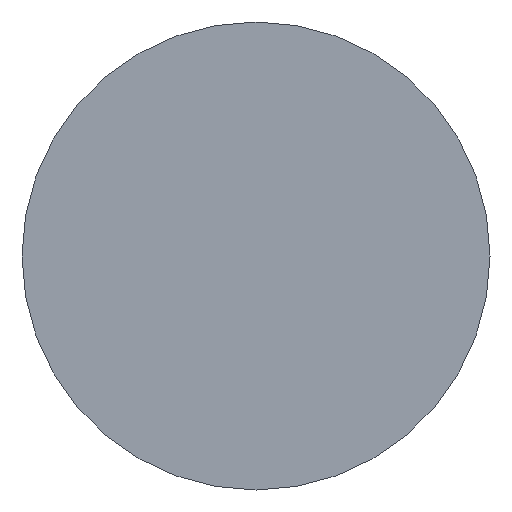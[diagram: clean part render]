
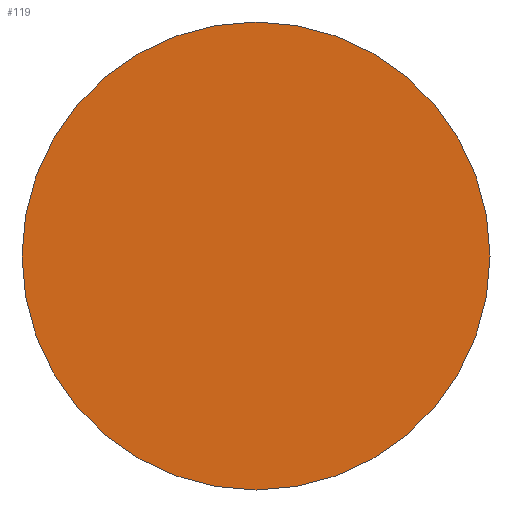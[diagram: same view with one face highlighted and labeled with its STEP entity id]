
A CAD part, left-side view. The second image highlights one B-rep face of the part: STEP entity #119.
In plain terms, the highlighted planar face has unit normal (-1, 0, 0).
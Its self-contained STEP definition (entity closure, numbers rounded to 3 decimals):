
#8 = DIRECTION ( 'NONE',  ( 1., 0., 0. ) ) ;
#9 = DIRECTION ( 'NONE',  ( 0., 0., 1. ) ) ;
#21 = DIRECTION ( 'NONE',  ( 0., 0., 1. ) ) ;
#22 = AXIS2_PLACEMENT_3D ( 'NONE', #34, #8, #27 ) ;
#26 = DIRECTION ( 'NONE',  ( -1., 0., 0. ) ) ;
#27 = DIRECTION ( 'NONE',  ( 0., 0., -1. ) ) ;
#31 = CARTESIAN_POINT ( 'NONE',  ( 47.754, 28.478, -6.35 ) ) ;
#32 = VERTEX_POINT ( 'NONE', #31 ) ;
#34 = CARTESIAN_POINT ( 'NONE',  ( 47.754, 28.478, 0. ) ) ;
#36 = EDGE_CURVE ( 'NONE', #111, #32, #83, .T. ) ;
#50 = AXIS2_PLACEMENT_3D ( 'NONE', #82, #26, #9 ) ;
#56 = FACE_OUTER_BOUND ( 'NONE', #186, .T. ) ;
#57 = AXIS2_PLACEMENT_3D ( 'NONE', #80, #176, #21 ) ;
#80 = CARTESIAN_POINT ( 'NONE',  ( 47.754, 28.478, 0. ) ) ;
#82 = CARTESIAN_POINT ( 'NONE',  ( 47.754, 28.478, 0. ) ) ;
#83 = CIRCLE ( 'NONE', #57, 6.35 ) ;
#111 = VERTEX_POINT ( 'NONE', #162 ) ;
#119 = ADVANCED_FACE ( 'NONE', ( #56 ), #121, .F. ) ;
#121 = PLANE ( 'NONE',  #22 ) ;
#127 = CIRCLE ( 'NONE', #50, 6.35 ) ;
#156 = ORIENTED_EDGE ( 'NONE', *, *, #184, .T. ) ;
#162 = CARTESIAN_POINT ( 'NONE',  ( 47.754, 28.478, 6.35 ) ) ;
#170 = ORIENTED_EDGE ( 'NONE', *, *, #36, .T. ) ;
#176 = DIRECTION ( 'NONE',  ( -1., 0., 0. ) ) ;
#184 = EDGE_CURVE ( 'NONE', #32, #111, #127, .T. ) ;
#186 = EDGE_LOOP ( 'NONE', ( #170, #156 ) ) ;
